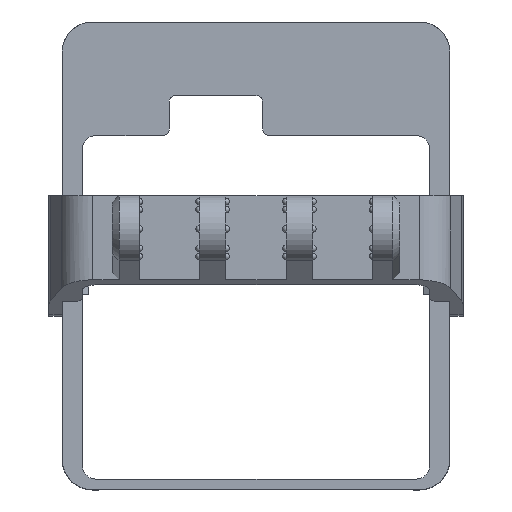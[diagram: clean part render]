
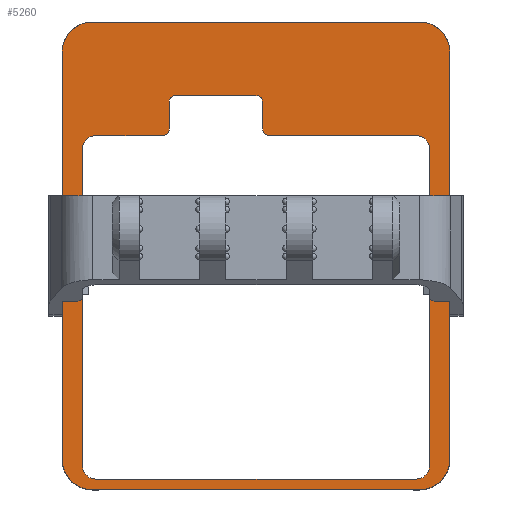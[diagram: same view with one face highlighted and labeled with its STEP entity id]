
A CAD part, top view. The second image highlights one B-rep face of the part: STEP entity #5260.
In plain terms, the highlighted planar face has unit normal (0, 0, 1).
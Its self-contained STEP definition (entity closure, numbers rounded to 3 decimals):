
#137=FACE_BOUND('',#1019,.T.);
#268=CIRCLE('',#5567,1.);
#270=CIRCLE('',#5571,1.);
#273=CIRCLE('',#5576,1.);
#275=CIRCLE('',#5580,1.);
#322=CIRCLE('',#5726,4.5);
#334=CIRCLE('',#5787,2.);
#335=CIRCLE('',#5791,2.);
#336=CIRCLE('',#5794,2.);
#337=CIRCLE('',#5796,2.);
#340=CIRCLE('',#5803,4.5);
#341=CIRCLE('',#5804,4.5);
#342=CIRCLE('',#5805,4.5);
#670=FACE_OUTER_BOUND('',#1018,.T.);
#1018=EDGE_LOOP('',(#4667,#4668,#4669,#4670,#4671,#4672,#4673,#4674));
#1019=EDGE_LOOP('',(#4675,#4676,#4677,#4678,#4679,#4680,#4681,#4682,#4683,
#4684,#4685,#4686,#4687,#4688,#4689,#4690));
#1207=LINE('',#8085,#1692);
#1211=LINE('',#8097,#1696);
#1223=LINE('',#8128,#1708);
#1238=LINE('',#8185,#1723);
#1339=LINE('',#8461,#1824);
#1475=LINE('',#8813,#1960);
#1496=LINE('',#8869,#1981);
#1499=LINE('',#8877,#1984);
#1502=LINE('',#8887,#1987);
#1509=LINE('',#8915,#1994);
#1510=LINE('',#8920,#1995);
#1511=LINE('',#8922,#1996);
#1692=VECTOR('',#6535,10.);
#1696=VECTOR('',#6547,10.);
#1708=VECTOR('',#6575,10.);
#1723=VECTOR('',#6626,10.);
#1824=VECTOR('',#6887,10.);
#1960=VECTOR('',#7197,10.);
#1981=VECTOR('',#7262,10.);
#1984=VECTOR('',#7273,10.);
#1987=VECTOR('',#7286,10.);
#1994=VECTOR('',#7303,10.);
#1995=VECTOR('',#7308,10.);
#1996=VECTOR('',#7311,10.);
#2297=VERTEX_POINT('',#8075);
#2298=VERTEX_POINT('',#8076);
#2301=VERTEX_POINT('',#8084);
#2303=VERTEX_POINT('',#8090);
#2305=VERTEX_POINT('',#8096);
#2308=VERTEX_POINT('',#8104);
#2315=VERTEX_POINT('',#8122);
#2316=VERTEX_POINT('',#8123);
#2339=VERTEX_POINT('',#8182);
#2340=VERTEX_POINT('',#8184);
#2434=VERTEX_POINT('',#8458);
#2435=VERTEX_POINT('',#8460);
#2502=VERTEX_POINT('',#8660);
#2553=VERTEX_POINT('',#8810);
#2554=VERTEX_POINT('',#8812);
#2565=VERTEX_POINT('',#8861);
#2566=VERTEX_POINT('',#8863);
#2567=VERTEX_POINT('',#8867);
#2568=VERTEX_POINT('',#8873);
#2569=VERTEX_POINT('',#8879);
#2570=VERTEX_POINT('',#8883);
#2576=VERTEX_POINT('',#8914);
#2577=VERTEX_POINT('',#8917);
#2578=VERTEX_POINT('',#8919);
#2887=EDGE_CURVE('',#2297,#2298,#268,.T.);
#2891=EDGE_CURVE('',#2301,#2298,#1207,.T.);
#2894=EDGE_CURVE('',#2301,#2303,#270,.T.);
#2897=EDGE_CURVE('',#2305,#2303,#1211,.T.);
#2901=EDGE_CURVE('',#2305,#2308,#273,.T.);
#2910=EDGE_CURVE('',#2315,#2316,#275,.T.);
#2913=EDGE_CURVE('',#2297,#2316,#1223,.T.);
#2940=EDGE_CURVE('',#2340,#2339,#1238,.T.);
#3077=EDGE_CURVE('',#2435,#2434,#1339,.T.);
#3172=EDGE_CURVE('',#2502,#2434,#322,.F.);
#3250=EDGE_CURVE('',#2554,#2553,#1475,.T.);
#3274=EDGE_CURVE('',#2565,#2566,#334,.F.);
#3277=EDGE_CURVE('',#2565,#2567,#1496,.T.);
#3281=EDGE_CURVE('',#2568,#2553,#335,.F.);
#3282=EDGE_CURVE('',#2308,#2568,#1499,.F.);
#3283=EDGE_CURVE('',#2554,#2569,#336,.F.);
#3286=EDGE_CURVE('',#2570,#2567,#337,.F.);
#3287=EDGE_CURVE('',#2570,#2569,#1502,.T.);
#3297=EDGE_CURVE('',#2502,#2576,#1509,.T.);
#3298=EDGE_CURVE('',#2340,#2576,#340,.F.);
#3299=EDGE_CURVE('',#2577,#2339,#341,.F.);
#3300=EDGE_CURVE('',#2577,#2578,#1510,.T.);
#3301=EDGE_CURVE('',#2435,#2578,#342,.F.);
#3302=EDGE_CURVE('',#2566,#2315,#1511,.F.);
#4667=ORIENTED_EDGE('',*,*,#3172,.F.);
#4668=ORIENTED_EDGE('',*,*,#3297,.T.);
#4669=ORIENTED_EDGE('',*,*,#3298,.F.);
#4670=ORIENTED_EDGE('',*,*,#2940,.T.);
#4671=ORIENTED_EDGE('',*,*,#3299,.F.);
#4672=ORIENTED_EDGE('',*,*,#3300,.T.);
#4673=ORIENTED_EDGE('',*,*,#3301,.F.);
#4674=ORIENTED_EDGE('',*,*,#3077,.T.);
#4675=ORIENTED_EDGE('',*,*,#2901,.F.);
#4676=ORIENTED_EDGE('',*,*,#2897,.T.);
#4677=ORIENTED_EDGE('',*,*,#2894,.F.);
#4678=ORIENTED_EDGE('',*,*,#2891,.T.);
#4679=ORIENTED_EDGE('',*,*,#2887,.F.);
#4680=ORIENTED_EDGE('',*,*,#2913,.T.);
#4681=ORIENTED_EDGE('',*,*,#2910,.F.);
#4682=ORIENTED_EDGE('',*,*,#3302,.F.);
#4683=ORIENTED_EDGE('',*,*,#3274,.F.);
#4684=ORIENTED_EDGE('',*,*,#3277,.T.);
#4685=ORIENTED_EDGE('',*,*,#3286,.F.);
#4686=ORIENTED_EDGE('',*,*,#3287,.T.);
#4687=ORIENTED_EDGE('',*,*,#3283,.F.);
#4688=ORIENTED_EDGE('',*,*,#3250,.T.);
#4689=ORIENTED_EDGE('',*,*,#3281,.F.);
#4690=ORIENTED_EDGE('',*,*,#3282,.F.);
#4987=PLANE('',#5802);
#5260=ADVANCED_FACE('',(#670,#137),#4987,.T.);
#5567=AXIS2_PLACEMENT_3D('',#8077,#6527,#6528);
#5571=AXIS2_PLACEMENT_3D('',#8091,#6540,#6541);
#5576=AXIS2_PLACEMENT_3D('',#8105,#6554,#6555);
#5580=AXIS2_PLACEMENT_3D('',#8124,#6569,#6570);
#5726=AXIS2_PLACEMENT_3D('',#8662,#7057,#7058);
#5787=AXIS2_PLACEMENT_3D('',#8864,#7256,#7257);
#5791=AXIS2_PLACEMENT_3D('',#8875,#7269,#7270);
#5794=AXIS2_PLACEMENT_3D('',#8880,#7276,#7277);
#5796=AXIS2_PLACEMENT_3D('',#8885,#7282,#7283);
#5802=AXIS2_PLACEMENT_3D('',#8913,#7301,#7302);
#5803=AXIS2_PLACEMENT_3D('',#8916,#7304,#7305);
#5804=AXIS2_PLACEMENT_3D('',#8918,#7306,#7307);
#5805=AXIS2_PLACEMENT_3D('',#8921,#7309,#7310);
#6527=DIRECTION('center_axis',(0.,0.,1.));
#6528=DIRECTION('ref_axis',(0.707,0.707,0.));
#6535=DIRECTION('',(1.,0.,0.));
#6540=DIRECTION('center_axis',(0.,0.,1.));
#6541=DIRECTION('ref_axis',(-0.707,0.707,0.));
#6547=DIRECTION('',(0.,1.,0.));
#6554=DIRECTION('center_axis',(0.,0.,-1.));
#6555=DIRECTION('ref_axis',(0.707,-0.707,0.));
#6569=DIRECTION('center_axis',(0.,0.,-1.));
#6570=DIRECTION('ref_axis',(-0.707,-0.707,0.));
#6575=DIRECTION('',(0.,-1.,0.));
#6626=DIRECTION('',(0.,-1.,0.));
#6887=DIRECTION('',(0.,1.,0.));
#7057=DIRECTION('center_axis',(0.,0.,1.));
#7058=DIRECTION('ref_axis',(0.707,0.707,0.));
#7197=DIRECTION('',(0.,1.,0.));
#7256=DIRECTION('center_axis',(0.,0.,-1.));
#7257=DIRECTION('ref_axis',(0.707,0.707,0.));
#7262=DIRECTION('',(0.,-1.,0.));
#7269=DIRECTION('center_axis',(0.,0.,-1.));
#7270=DIRECTION('ref_axis',(-0.707,0.707,0.));
#7273=DIRECTION('',(1.,0.,0.));
#7276=DIRECTION('center_axis',(0.,0.,-1.));
#7277=DIRECTION('ref_axis',(-0.707,-0.707,0.));
#7282=DIRECTION('center_axis',(0.,0.,-1.));
#7283=DIRECTION('ref_axis',(0.707,-0.707,0.));
#7286=DIRECTION('',(-1.,0.,0.));
#7301=DIRECTION('center_axis',(0.,0.,1.));
#7302=DIRECTION('ref_axis',(1.,0.,0.));
#7303=DIRECTION('',(-1.,0.,0.));
#7304=DIRECTION('center_axis',(0.,0.,1.));
#7305=DIRECTION('ref_axis',(-0.707,0.707,0.));
#7306=DIRECTION('center_axis',(0.,0.,1.));
#7307=DIRECTION('ref_axis',(-0.707,-0.707,0.));
#7308=DIRECTION('',(1.,0.,0.));
#7309=DIRECTION('center_axis',(0.,0.,1.));
#7310=DIRECTION('ref_axis',(0.707,-0.707,0.));
#7311=DIRECTION('',(1.,0.,0.));
#8075=CARTESIAN_POINT('',(71.,-77.,55.));
#8076=CARTESIAN_POINT('',(70.,-76.,55.));
#8077=CARTESIAN_POINT('Origin',(70.,-77.,55.));
#8084=CARTESIAN_POINT('',(58.,-76.,55.));
#8085=CARTESIAN_POINT('',(63.5,-76.,55.));
#8090=CARTESIAN_POINT('',(57.,-77.,55.));
#8091=CARTESIAN_POINT('Origin',(58.,-77.,55.));
#8096=CARTESIAN_POINT('',(57.,-81.,55.));
#8097=CARTESIAN_POINT('',(57.,-91.,55.));
#8104=CARTESIAN_POINT('',(56.,-82.,55.));
#8105=CARTESIAN_POINT('Origin',(56.,-81.,55.));
#8122=CARTESIAN_POINT('',(72.,-82.,55.));
#8123=CARTESIAN_POINT('',(71.,-81.,55.));
#8124=CARTESIAN_POINT('Origin',(72.,-81.,55.));
#8128=CARTESIAN_POINT('',(71.,-88.,55.));
#8182=CARTESIAN_POINT('',(41.,-130.5,55.));
#8184=CARTESIAN_POINT('',(41.,-69.5,55.));
#8185=CARTESIAN_POINT('',(41.,-82.5,55.));
#8458=CARTESIAN_POINT('',(99.,-69.5,55.));
#8460=CARTESIAN_POINT('',(99.,-130.5,55.));
#8461=CARTESIAN_POINT('',(99.,-117.5,55.));
#8660=CARTESIAN_POINT('',(94.5,-65.,55.));
#8662=CARTESIAN_POINT('Origin',(94.5,-69.5,55.));
#8810=CARTESIAN_POINT('',(44.,-84.,55.));
#8812=CARTESIAN_POINT('',(44.,-131.4,55.));
#8813=CARTESIAN_POINT('',(44.,-116.5,55.));
#8861=CARTESIAN_POINT('',(96.,-84.,55.));
#8863=CARTESIAN_POINT('',(94.,-82.,55.));
#8864=CARTESIAN_POINT('Origin',(94.,-84.,55.));
#8867=CARTESIAN_POINT('',(96.,-131.4,55.));
#8869=CARTESIAN_POINT('',(96.,-83.5,55.));
#8873=CARTESIAN_POINT('',(46.,-82.,55.));
#8875=CARTESIAN_POINT('Origin',(46.,-84.,55.));
#8877=CARTESIAN_POINT('',(64.,-82.,55.));
#8879=CARTESIAN_POINT('',(46.,-133.4,55.));
#8880=CARTESIAN_POINT('Origin',(46.,-131.4,55.));
#8883=CARTESIAN_POINT('',(94.,-133.4,55.));
#8885=CARTESIAN_POINT('Origin',(94.,-131.4,55.));
#8887=CARTESIAN_POINT('',(83.,-133.4,55.));
#8913=CARTESIAN_POINT('Origin',(70.,-100.,55.));
#8914=CARTESIAN_POINT('',(45.5,-65.,55.));
#8915=CARTESIAN_POINT('',(84.5,-65.,55.));
#8916=CARTESIAN_POINT('Origin',(45.5,-69.5,55.));
#8917=CARTESIAN_POINT('',(45.5,-135.,55.));
#8918=CARTESIAN_POINT('Origin',(45.5,-130.5,55.));
#8919=CARTESIAN_POINT('',(94.5,-135.,55.));
#8920=CARTESIAN_POINT('',(55.5,-135.,55.));
#8921=CARTESIAN_POINT('Origin',(94.5,-130.5,55.));
#8922=CARTESIAN_POINT('',(83.,-82.,55.));
